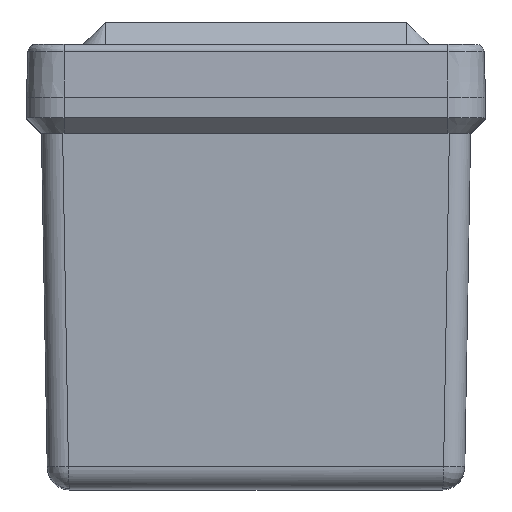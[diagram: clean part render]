
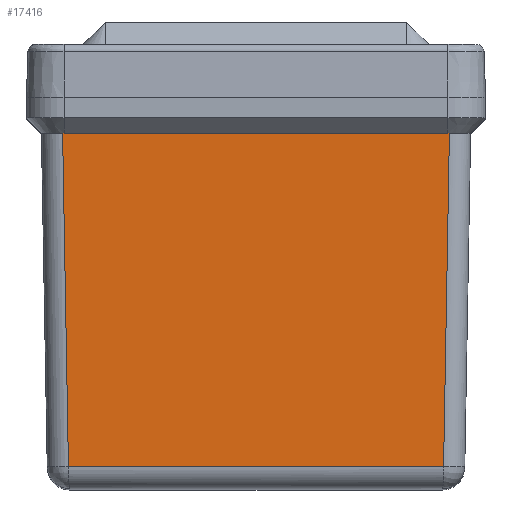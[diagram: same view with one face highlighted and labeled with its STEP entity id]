
A CAD part, top view. The second image highlights one B-rep face of the part: STEP entity #17416.
In plain terms, the highlighted planar face has unit normal (0, -0.018, 1).
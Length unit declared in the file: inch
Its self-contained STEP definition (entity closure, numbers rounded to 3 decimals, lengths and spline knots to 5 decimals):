
#493 = EDGE_CURVE ( 'NONE', #14624, #19879, #10309, .T. ) ;
#685 = CARTESIAN_POINT ( 'NONE',  ( 1.55706, 0.18423, 3.13918 ) ) ;
#873 = ORIENTED_EDGE ( 'NONE', *, *, #13347, .F. ) ;
#3042 = DIRECTION ( 'NONE',  ( 1., 0., 0. ) ) ;
#3385 = VECTOR ( 'NONE', #4096, 39.37008 ) ;
#3397 = CARTESIAN_POINT ( 'NONE',  ( 0., 2.9525, 3.1875 ) ) ;
#3464 = CARTESIAN_POINT ( 'NONE',  ( -1.60538, 2.9525, 3.1875 ) ) ;
#3572 = EDGE_LOOP ( 'NONE', ( #873, #13071, #6273, #17255, #4343, #12479 ) ) ;
#3846 = VECTOR ( 'NONE', #8637, 39.37008 ) ;
#4096 = DIRECTION ( 'NONE',  ( 0.017, -1., -0.017 ) ) ;
#4253 = EDGE_CURVE ( 'NONE', #14624, #21230, #14728, .T. ) ;
#4343 = ORIENTED_EDGE ( 'NONE', *, *, #4253, .F. ) ;
#4395 = DIRECTION ( 'NONE',  ( 0., -0.017, 1. ) ) ;
#4503 = CARTESIAN_POINT ( 'NONE',  ( 1.59375, 2.9525, 3.1875 ) ) ;
#4641 = CARTESIAN_POINT ( 'NONE',  ( 0.79688, 0.18423, 3.13918 ) ) ;
#5582 = VECTOR ( 'NONE', #3042, 39.37008 ) ;
#5618 = DIRECTION ( 'NONE',  ( 0.017, 1., 0.017 ) ) ;
#5847 = VECTOR ( 'NONE', #16120, 39.37008 ) ;
#6273 = ORIENTED_EDGE ( 'NONE', *, *, #11828, .F. ) ;
#6637 = AXIS2_PLACEMENT_3D ( 'NONE', #15928, #4395, #20848 ) ;
#7475 = VERTEX_POINT ( 'NONE', #17683 ) ;
#7991 = CARTESIAN_POINT ( 'NONE',  ( -1.59375, 2.9525, 3.1875 ) ) ;
#8637 = DIRECTION ( 'NONE',  ( 1., 0., 0. ) ) ;
#9694 = EDGE_CURVE ( 'NONE', #20103, #21489, #12236, .T. ) ;
#10309 = LINE ( 'NONE', #4503, #5847 ) ;
#11828 = EDGE_CURVE ( 'NONE', #7475, #21489, #20633, .T. ) ;
#12236 = LINE ( 'NONE', #14323, #3385 ) ;
#12479 = ORIENTED_EDGE ( 'NONE', *, *, #493, .T. ) ;
#12989 = CARTESIAN_POINT ( 'NONE',  ( 1.59375, 2.9525, 3.1875 ) ) ;
#13017 = CARTESIAN_POINT ( 'NONE',  ( 0., 2.9525, 3.1875 ) ) ;
#13071 = ORIENTED_EDGE ( 'NONE', *, *, #9694, .T. ) ;
#13347 = EDGE_CURVE ( 'NONE', #20103, #19879, #14321, .T. ) ;
#13891 = PLANE ( 'NONE',  #6637 ) ;
#14248 = FACE_OUTER_BOUND ( 'NONE', #3572, .T. ) ;
#14293 = CARTESIAN_POINT ( 'NONE',  ( -1.55706, 0.18423, 3.13918 ) ) ;
#14321 = LINE ( 'NONE', #3397, #3846 ) ;
#14323 = CARTESIAN_POINT ( 'NONE',  ( -1.60538, 2.9525, 3.1875 ) ) ;
#14624 = VERTEX_POINT ( 'NONE', #12989 ) ;
#14692 = DIRECTION ( 'NONE',  ( -1., 0., 0. ) ) ;
#14728 = LINE ( 'NONE', #13017, #5582 ) ;
#15227 = CARTESIAN_POINT ( 'NONE',  ( 1.60538, 2.9525, 3.1875 ) ) ;
#15657 = VECTOR ( 'NONE', #5618, 39.37008 ) ;
#15928 = CARTESIAN_POINT ( 'NONE',  ( 1.59375, 2.9525, 3.1875 ) ) ;
#16120 = DIRECTION ( 'NONE',  ( -1., 0., 0. ) ) ;
#17255 = ORIENTED_EDGE ( 'NONE', *, *, #19504, .T. ) ;
#17416 = ADVANCED_FACE ( 'NONE', ( #14248 ), #13891, .T. ) ;
#17683 = CARTESIAN_POINT ( 'NONE',  ( 1.55706, 0.18423, 3.13918 ) ) ;
#19504 = EDGE_CURVE ( 'NONE', #7475, #21230, #20292, .T. ) ;
#19879 = VERTEX_POINT ( 'NONE', #7991 ) ;
#20103 = VERTEX_POINT ( 'NONE', #3464 ) ;
#20292 = LINE ( 'NONE', #685, #15657 ) ;
#20633 = LINE ( 'NONE', #4641, #21141 ) ;
#20848 = DIRECTION ( 'NONE',  ( 0., -1., -0.017 ) ) ;
#21141 = VECTOR ( 'NONE', #14692, 39.37008 ) ;
#21230 = VERTEX_POINT ( 'NONE', #15227 ) ;
#21489 = VERTEX_POINT ( 'NONE', #14293 ) ;
